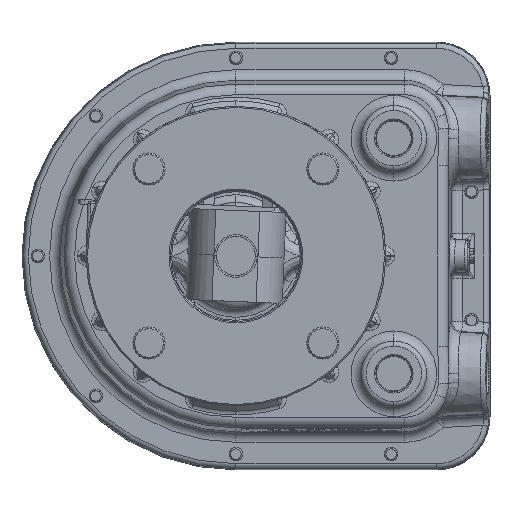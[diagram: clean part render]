
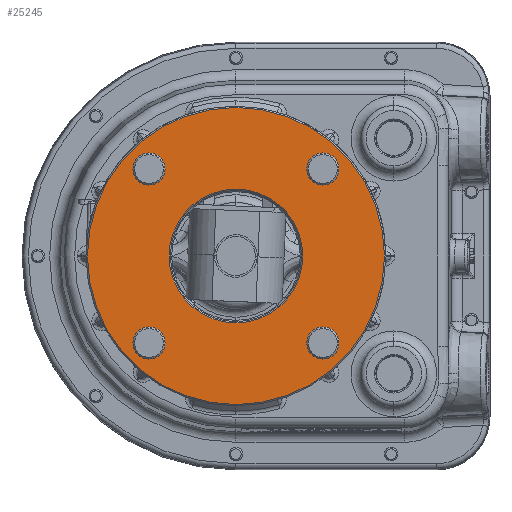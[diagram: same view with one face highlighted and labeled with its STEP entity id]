
A CAD part, front view. The second image highlights one B-rep face of the part: STEP entity #25245.
In plain terms, the highlighted planar face has unit normal (0, -1, 0).
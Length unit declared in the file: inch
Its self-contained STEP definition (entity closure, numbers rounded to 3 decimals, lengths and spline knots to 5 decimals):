
#206 = DIRECTION ( 'NONE',  ( 0., -1., 0. ) ) ;
#7777 = DIRECTION ( 'NONE',  ( -1., 0., 0. ) ) ;
#7904 = AXIS2_PLACEMENT_3D ( 'NONE', #19969, #125889, #61372 ) ;
#9472 = CARTESIAN_POINT ( 'NONE',  ( 0., -11.6665, 0. ) ) ;
#11184 = EDGE_CURVE ( 'NONE', #32874, #19448, #173817, .T. ) ;
#11272 = ORIENTED_EDGE ( 'NONE', *, *, #14484, .F. ) ;
#12271 = EDGE_LOOP ( 'NONE', ( #11272, #73332 ) ) ;
#13471 = DIRECTION ( 'NONE',  ( -1., 0., 0. ) ) ;
#13630 = CIRCLE ( 'NONE', #89663, 0.375 ) ;
#13898 = DIRECTION ( 'NONE',  ( 0., -1., 0. ) ) ;
#13929 = EDGE_CURVE ( 'NONE', #109697, #58835, #81089, .T. ) ;
#14484 = EDGE_CURVE ( 'NONE', #19448, #32874, #172184, .T. ) ;
#16181 = AXIS2_PLACEMENT_3D ( 'NONE', #106487, #107364, #123204 ) ;
#17991 = CARTESIAN_POINT ( 'NONE',  ( 0., -11.6665, -3.469 ) ) ;
#18979 = AXIS2_PLACEMENT_3D ( 'NONE', #36610, #170789, #158370 ) ;
#19073 = EDGE_CURVE ( 'NONE', #129085, #131179, #174506, .T. ) ;
#19448 = VERTEX_POINT ( 'NONE', #174364 ) ;
#19969 = CARTESIAN_POINT ( 'NONE',  ( 0., -11.6665, 0. ) ) ;
#19971 = AXIS2_PLACEMENT_3D ( 'NONE', #80966, #13898, #159468 ) ;
#21685 = DIRECTION ( 'NONE',  ( 0., 0., -1. ) ) ;
#22586 = DIRECTION ( 'NONE',  ( 0., 1., 0. ) ) ;
#25245 = ADVANCED_FACE ( 'NONE', ( #89596, #144305, #51632, #91351, #78142, #64884 ), #131093, .F. ) ;
#31340 = VERTEX_POINT ( 'NONE', #33999 ) ;
#31499 = EDGE_CURVE ( 'NONE', #88952, #105789, #92294, .T. ) ;
#32874 = VERTEX_POINT ( 'NONE', #76004 ) ;
#33999 = CARTESIAN_POINT ( 'NONE',  ( 0., -11.6665, 3.469 ) ) ;
#36343 = CARTESIAN_POINT ( 'NONE',  ( 2.03116, -11.6665, -2.03116 ) ) ;
#36510 = VERTEX_POINT ( 'NONE', #148243 ) ;
#36610 = CARTESIAN_POINT ( 'NONE',  ( -2.03116, -11.6665, 2.03116 ) ) ;
#37328 = CARTESIAN_POINT ( 'NONE',  ( 2.03116, -11.6665, -2.40616 ) ) ;
#40239 = EDGE_CURVE ( 'NONE', #131179, #129085, #95168, .T. ) ;
#40963 = AXIS2_PLACEMENT_3D ( 'NONE', #62232, #22586, #21685 ) ;
#41851 = CARTESIAN_POINT ( 'NONE',  ( -2.03116, -11.6665, 1.65616 ) ) ;
#47427 = DIRECTION ( 'NONE',  ( -1., 0., 0. ) ) ;
#49577 = DIRECTION ( 'NONE',  ( -1., 0., 0. ) ) ;
#50318 = AXIS2_PLACEMENT_3D ( 'NONE', #112537, #150501, #98410 ) ;
#51012 = EDGE_CURVE ( 'NONE', #58835, #109697, #13630, .T. ) ;
#51632 = FACE_BOUND ( 'NONE', #164902, .T. ) ;
#55765 = CIRCLE ( 'NONE', #7904, 3.469 ) ;
#56821 = AXIS2_PLACEMENT_3D ( 'NONE', #114483, #86319, #47427 ) ;
#58835 = VERTEX_POINT ( 'NONE', #62672 ) ;
#61372 = DIRECTION ( 'NONE',  ( 0., 0., -1. ) ) ;
#62232 = CARTESIAN_POINT ( 'NONE',  ( 0., -11.6665, 0. ) ) ;
#62672 = CARTESIAN_POINT ( 'NONE',  ( 2.03116, -11.6665, -1.65616 ) ) ;
#63993 = CARTESIAN_POINT ( 'NONE',  ( -1.531, -11.6665, 0. ) ) ;
#64768 = ORIENTED_EDGE ( 'NONE', *, *, #51012, .F. ) ;
#64884 = FACE_OUTER_BOUND ( 'NONE', #125411, .T. ) ;
#68159 = CARTESIAN_POINT ( 'NONE',  ( 2.03116, -11.6665, -2.03116 ) ) ;
#72823 = ORIENTED_EDGE ( 'NONE', *, *, #13929, .F. ) ;
#73332 = ORIENTED_EDGE ( 'NONE', *, *, #11184, .F. ) ;
#73628 = EDGE_LOOP ( 'NONE', ( #64768, #72823 ) ) ;
#75195 = DIRECTION ( 'NONE',  ( 0., -1., 0. ) ) ;
#76004 = CARTESIAN_POINT ( 'NONE',  ( -2.03116, -11.6665, -2.40616 ) ) ;
#77915 = AXIS2_PLACEMENT_3D ( 'NONE', #150968, #137760, #111282 ) ;
#78142 = FACE_BOUND ( 'NONE', #127342, .T. ) ;
#80966 = CARTESIAN_POINT ( 'NONE',  ( -2.03116, -11.6665, -2.03116 ) ) ;
#81089 = CIRCLE ( 'NONE', #114908, 0.375 ) ;
#85819 = EDGE_CURVE ( 'NONE', #96459, #36510, #173909, .T. ) ;
#86319 = DIRECTION ( 'NONE',  ( 0., -1., 0. ) ) ;
#87035 = AXIS2_PLACEMENT_3D ( 'NONE', #115459, #101331, #7777 ) ;
#87310 = EDGE_CURVE ( 'NONE', #111188, #31340, #55765, .T. ) ;
#88952 = VERTEX_POINT ( 'NONE', #41851 ) ;
#89596 = FACE_BOUND ( 'NONE', #108006, .T. ) ;
#89663 = AXIS2_PLACEMENT_3D ( 'NONE', #36343, #75195, #49577 ) ;
#90376 = CIRCLE ( 'NONE', #56821, 0.375 ) ;
#91351 = FACE_BOUND ( 'NONE', #12271, .T. ) ;
#92294 = CIRCLE ( 'NONE', #18979, 0.375 ) ;
#95168 = CIRCLE ( 'NONE', #16181, 0.375 ) ;
#96459 = VERTEX_POINT ( 'NONE', #116197 ) ;
#96699 = ORIENTED_EDGE ( 'NONE', *, *, #40239, .F. ) ;
#97773 = EDGE_CURVE ( 'NONE', #105789, #88952, #90376, .T. ) ;
#98410 = DIRECTION ( 'NONE',  ( 0., 0., -1. ) ) ;
#100404 = ORIENTED_EDGE ( 'NONE', *, *, #97773, .F. ) ;
#101331 = DIRECTION ( 'NONE',  ( 0., -1., 0. ) ) ;
#103744 = EDGE_CURVE ( 'NONE', #36510, #96459, #111408, .T. ) ;
#103785 = ORIENTED_EDGE ( 'NONE', *, *, #87310, .T. ) ;
#105789 = VERTEX_POINT ( 'NONE', #160138 ) ;
#106487 = CARTESIAN_POINT ( 'NONE',  ( 2.03116, -11.6665, 2.03116 ) ) ;
#106566 = AXIS2_PLACEMENT_3D ( 'NONE', #63993, #171717, #118752 ) ;
#107364 = DIRECTION ( 'NONE',  ( 0., -1., 0. ) ) ;
#108006 = EDGE_LOOP ( 'NONE', ( #148984, #161125 ) ) ;
#109545 = CARTESIAN_POINT ( 'NONE',  ( 2.03116, -11.6665, 1.65616 ) ) ;
#109697 = VERTEX_POINT ( 'NONE', #37328 ) ;
#111188 = VERTEX_POINT ( 'NONE', #17991 ) ;
#111282 = DIRECTION ( 'NONE',  ( -1., 0., 0. ) ) ;
#111408 = CIRCLE ( 'NONE', #40963, 1.562 ) ;
#112537 = CARTESIAN_POINT ( 'NONE',  ( 0., -11.6665, 0. ) ) ;
#114483 = CARTESIAN_POINT ( 'NONE',  ( -2.03116, -11.6665, 2.03116 ) ) ;
#114908 = AXIS2_PLACEMENT_3D ( 'NONE', #68159, #206, #13471 ) ;
#115459 = CARTESIAN_POINT ( 'NONE',  ( 2.03116, -11.6665, 2.03116 ) ) ;
#116197 = CARTESIAN_POINT ( 'NONE',  ( 0., -11.6665, 1.562 ) ) ;
#118752 = DIRECTION ( 'NONE',  ( 0., 0., -1. ) ) ;
#123204 = DIRECTION ( 'NONE',  ( -1., 0., 0. ) ) ;
#125411 = EDGE_LOOP ( 'NONE', ( #103785, #152803 ) ) ;
#125889 = DIRECTION ( 'NONE',  ( 0., -1., 0. ) ) ;
#127342 = EDGE_LOOP ( 'NONE', ( #96699, #144257 ) ) ;
#128631 = DIRECTION ( 'NONE',  ( 0., 1., 0. ) ) ;
#128640 = EDGE_CURVE ( 'NONE', #31340, #111188, #165853, .T. ) ;
#129085 = VERTEX_POINT ( 'NONE', #109545 ) ;
#131093 = PLANE ( 'NONE',  #106566 ) ;
#131179 = VERTEX_POINT ( 'NONE', #162125 ) ;
#137760 = DIRECTION ( 'NONE',  ( 0., -1., 0. ) ) ;
#141011 = DIRECTION ( 'NONE',  ( 0., 0., -1. ) ) ;
#142835 = AXIS2_PLACEMENT_3D ( 'NONE', #9472, #128631, #141011 ) ;
#144257 = ORIENTED_EDGE ( 'NONE', *, *, #19073, .F. ) ;
#144260 = ORIENTED_EDGE ( 'NONE', *, *, #31499, .F. ) ;
#144305 = FACE_BOUND ( 'NONE', #73628, .T. ) ;
#148243 = CARTESIAN_POINT ( 'NONE',  ( 0., -11.6665, -1.562 ) ) ;
#148984 = ORIENTED_EDGE ( 'NONE', *, *, #85819, .T. ) ;
#150501 = DIRECTION ( 'NONE',  ( 0., -1., 0. ) ) ;
#150968 = CARTESIAN_POINT ( 'NONE',  ( -2.03116, -11.6665, -2.03116 ) ) ;
#152803 = ORIENTED_EDGE ( 'NONE', *, *, #128640, .T. ) ;
#158370 = DIRECTION ( 'NONE',  ( -1., 0., 0. ) ) ;
#159468 = DIRECTION ( 'NONE',  ( -1., 0., 0. ) ) ;
#160138 = CARTESIAN_POINT ( 'NONE',  ( -2.03116, -11.6665, 2.40616 ) ) ;
#161125 = ORIENTED_EDGE ( 'NONE', *, *, #103744, .T. ) ;
#162125 = CARTESIAN_POINT ( 'NONE',  ( 2.03116, -11.6665, 2.40616 ) ) ;
#164902 = EDGE_LOOP ( 'NONE', ( #100404, #144260 ) ) ;
#165853 = CIRCLE ( 'NONE', #50318, 3.469 ) ;
#170789 = DIRECTION ( 'NONE',  ( 0., -1., 0. ) ) ;
#171717 = DIRECTION ( 'NONE',  ( 0., 1., 0. ) ) ;
#172184 = CIRCLE ( 'NONE', #19971, 0.375 ) ;
#173817 = CIRCLE ( 'NONE', #77915, 0.375 ) ;
#173909 = CIRCLE ( 'NONE', #142835, 1.562 ) ;
#174364 = CARTESIAN_POINT ( 'NONE',  ( -2.03116, -11.6665, -1.65616 ) ) ;
#174506 = CIRCLE ( 'NONE', #87035, 0.375 ) ;
